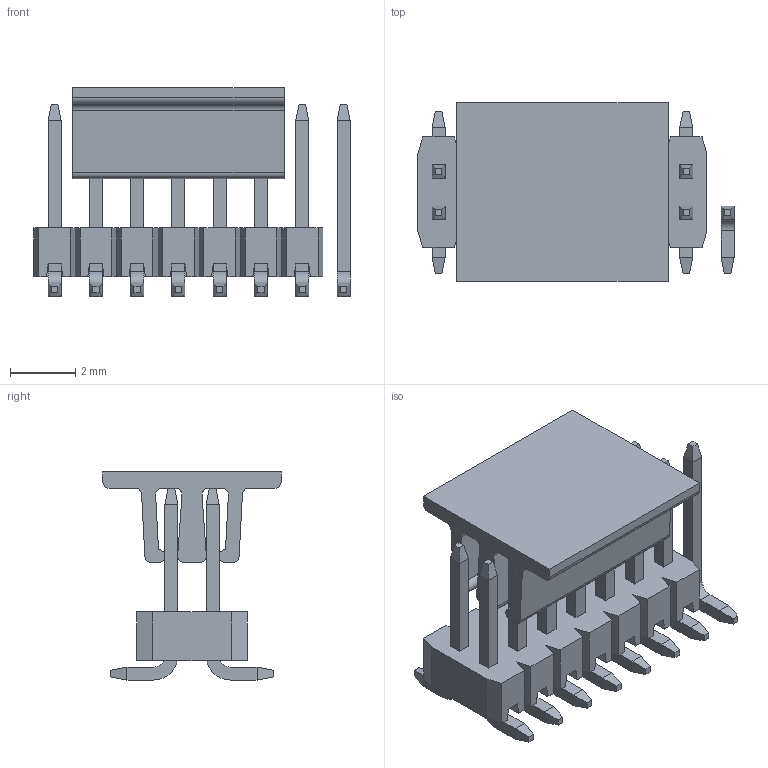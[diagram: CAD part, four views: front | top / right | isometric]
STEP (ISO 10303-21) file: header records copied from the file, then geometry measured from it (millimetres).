
FILE_DESCRIPTION(/* description */ ('Unknown'),/* implementation_level */ '2;1');
FILE_NAME(/* name */ '62131421021',/* time_stamp */ '2023-01-13T12:17:35+01:00',/* author */ ('Unknown'),/* organization */ ('Unknown'),/* preprocessor_version */ 'ST-DEVELOPER v16.7',/* originating_system */ 'Solid Edge',/* authorisation */ 'Unknown');
FILE_SCHEMA (('AUTOMOTIVE_DESIGN {1 0 10303 214 3 1 1}'));
Length unit declared in the file: millimetre
Products named in the file (4): 6213xx21021; 621x1421021_Housing; 6210xx21021_PIN; 6213xx21021_Cap
Assembly tree (17 placements, depth 2):
  6213xx21021
    621x1421021_Housing
    6210xx21021_PIN  x15
    6213xx21021_Cap
Bounding box: 9.72 x 5.5 x 6.41 mm (x, y, z)
Volume: 97.4 mm3; surface area: 490.3 mm2
Topology: 17 solids, 17 shells, 446 faces, 1130 edges, 704 vertices
Faces by surface type: plane 402, cylinder 44
Entity records: 6569 total; most frequent: CARTESIAN_POINT 1150, ORIENTED_EDGE 1140, DIRECTION 1026, EDGE_CURVE 570, LINE 538, VECTOR 538, VERTEX_POINT 368, AXIS2_PLACEMENT_3D 244
